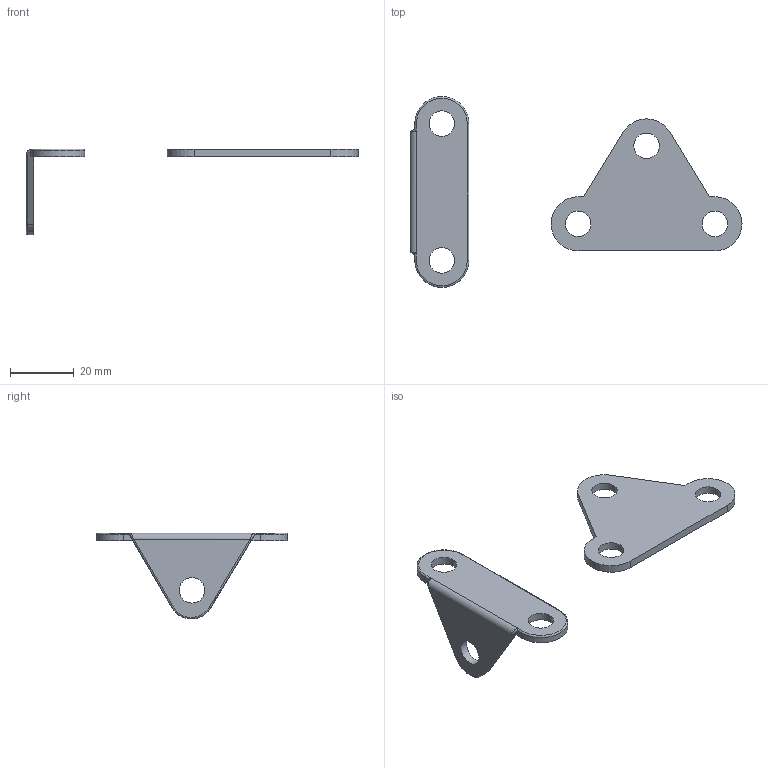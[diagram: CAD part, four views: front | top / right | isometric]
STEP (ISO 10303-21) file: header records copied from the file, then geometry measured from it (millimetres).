
FILE_DESCRIPTION(/* description */ (''),/* implementation_level */ '2;1');
FILE_NAME(/* name */ 'DR_SB-4.stp',/* time_stamp */ '2018-03-05T18:22:17+09:00',/* author */ ('user'),/* organization */ (''),/* preprocessor_version */ 'ST-DEVELOPER v15.6',/* originating_system */ 'Autodesk Inventor 2015',/* authorisation */ '');
FILE_SCHEMA (('AUTOMOTIVE_DESIGN { 1 0 10303 214 3 1 1 }'));
Length unit declared in the file: millimetre
Products named in the file (3): DR_SB-4-B; DR_SB-4-A; DR_SB-4
Bounding box: 104.34 x 60 x 27 mm (x, y, z)
Volume: 6989.6 mm3; surface area: 6765.3 mm2
Topology: 2 solids, 2 shells, 39 faces, 95 edges, 60 vertices
Faces by surface type: cylinder 18, plane 16, torus 3, bspline 2
Full cylindrical faces by diameter (mm): 8 x6
Entity records: 1324 total; most frequent: CARTESIAN_POINT 310, DIRECTION 208, ORIENTED_EDGE 178, EDGE_CURVE 89, AXIS2_PLACEMENT_3D 81, VERTEX_POINT 60, EDGE_LOOP 57, LINE 46
